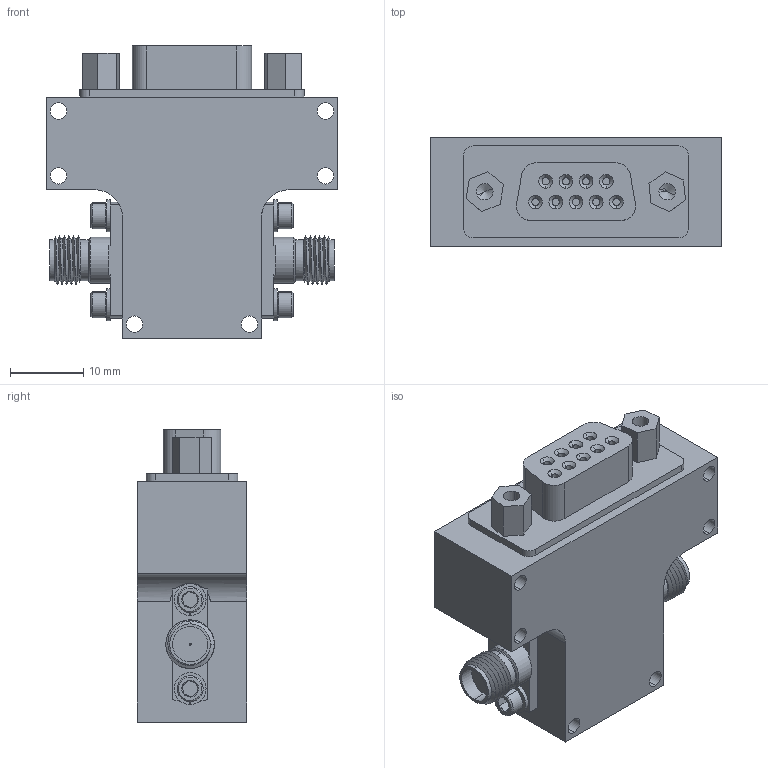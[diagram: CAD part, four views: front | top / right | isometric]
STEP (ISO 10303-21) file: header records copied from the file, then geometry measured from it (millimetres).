
FILE_DESCRIPTION (( 'STEP AP203' ), '1' );
FILE_NAME ('SKP-0631830536-SFSF-A1.STEP', '2019-03-14T17:57:52', ( '' ), ( '' ), 'SwSTEP 2.0', 'SolidWorks 2016', '' );
FILE_SCHEMA (( 'CONFIG_CONTROL_DESIGN' ));
Length unit declared in the file: millimetre
Products named in the file (1): SKP-0631830536-SFSF-A1
Bounding box: 39.88 x 14.99 x 40.02 mm (x, y, z)
Volume: 13762.3 mm3; surface area: 10597.3 mm2
Topology: 19 solids, 19 shells, 987 faces, 2553 edges, 1622 vertices
Faces by surface type: cylinder 506, plane 319, cone 142, bspline 16, torus 4
Entity records: 38584 total; most frequent: CARTESIAN_POINT 16414, ORIENTED_EDGE 5042, DIRECTION 4191, EDGE_CURVE 2521, VERTEX_POINT 1622, AXIS2_PLACEMENT_3D 1505, VECTOR 1181, LINE 1181
